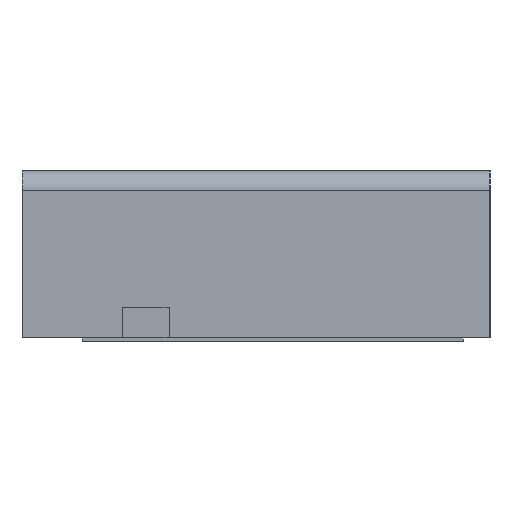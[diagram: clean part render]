
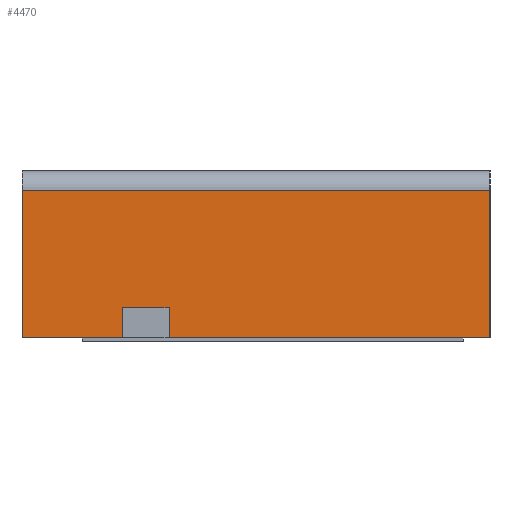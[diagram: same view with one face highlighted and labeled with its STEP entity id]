
A CAD part, left-side view. The second image highlights one B-rep face of the part: STEP entity #4470.
In plain terms, the highlighted planar face has unit normal (-1, 0, 0).
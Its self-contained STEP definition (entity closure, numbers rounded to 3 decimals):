
#518=FACE_OUTER_BOUND('',#771,.T.);
#771=EDGE_LOOP('',(#3108,#3109,#3110,#3111,#3112,#3113,#3114,#3115));
#1004=LINE('',#5509,#1392);
#1080=LINE('',#5702,#1468);
#1084=LINE('',#5710,#1472);
#1087=LINE('',#5716,#1475);
#1091=LINE('',#5723,#1479);
#1092=LINE('',#5725,#1480);
#1093=LINE('',#5727,#1481);
#1094=LINE('',#5728,#1482);
#1392=VECTOR('',#4851,10.);
#1468=VECTOR('',#5013,10.);
#1472=VECTOR('',#5019,10.);
#1475=VECTOR('',#5024,10.);
#1479=VECTOR('',#5032,10.);
#1480=VECTOR('',#5033,10.);
#1481=VECTOR('',#5034,10.);
#1482=VECTOR('',#5035,10.);
#1780=VERTEX_POINT('',#5507);
#1781=VERTEX_POINT('',#5508);
#1842=VERTEX_POINT('',#5700);
#1843=VERTEX_POINT('',#5701);
#1846=VERTEX_POINT('',#5709);
#1848=VERTEX_POINT('',#5715);
#1850=VERTEX_POINT('',#5724);
#1851=VERTEX_POINT('',#5726);
#2240=EDGE_CURVE('',#1780,#1781,#1004,.T.);
#2330=EDGE_CURVE('',#1842,#1843,#1080,.T.);
#2334=EDGE_CURVE('',#1846,#1842,#1084,.T.);
#2337=EDGE_CURVE('',#1848,#1846,#1087,.T.);
#2341=EDGE_CURVE('',#1843,#1781,#1091,.T.);
#2342=EDGE_CURVE('',#1780,#1850,#1092,.T.);
#2343=EDGE_CURVE('',#1851,#1850,#1093,.T.);
#2344=EDGE_CURVE('',#1851,#1848,#1094,.T.);
#3108=ORIENTED_EDGE('',*,*,#2337,.T.);
#3109=ORIENTED_EDGE('',*,*,#2334,.T.);
#3110=ORIENTED_EDGE('',*,*,#2330,.T.);
#3111=ORIENTED_EDGE('',*,*,#2341,.T.);
#3112=ORIENTED_EDGE('',*,*,#2240,.F.);
#3113=ORIENTED_EDGE('',*,*,#2342,.T.);
#3114=ORIENTED_EDGE('',*,*,#2343,.F.);
#3115=ORIENTED_EDGE('',*,*,#2344,.T.);
#4313=PLANE('',#4745);
#4470=ADVANCED_FACE('',(#518),#4313,.T.);
#4745=AXIS2_PLACEMENT_3D('',#5722,#5030,#5031);
#4851=DIRECTION('',(0.,0.,-1.));
#5013=DIRECTION('',(0.,0.,-1.));
#5019=DIRECTION('',(0.,-1.,0.));
#5024=DIRECTION('',(0.,0.,1.));
#5030=DIRECTION('center_axis',(-1.,0.,0.));
#5031=DIRECTION('ref_axis',(0.,0.,1.));
#5032=DIRECTION('',(0.,-1.,0.));
#5033=DIRECTION('',(0.,1.,0.));
#5034=DIRECTION('',(0.,0.,1.));
#5035=DIRECTION('',(0.,-1.,0.));
#5507=CARTESIAN_POINT('',(-6.,-3.5,2.25));
#5508=CARTESIAN_POINT('',(-6.,-3.5,0.05));
#5509=CARTESIAN_POINT('',(-6.,-3.5,0.05));
#5700=CARTESIAN_POINT('',(-6.,1.3,0.5));
#5701=CARTESIAN_POINT('',(-6.,1.3,0.05));
#5702=CARTESIAN_POINT('',(-6.,1.3,0.275));
#5709=CARTESIAN_POINT('',(-6.,2.,0.5));
#5710=CARTESIAN_POINT('',(-6.,1.,0.5));
#5715=CARTESIAN_POINT('',(-6.,2.,0.05));
#5716=CARTESIAN_POINT('',(-6.,2.,0.05));
#5722=CARTESIAN_POINT('Origin',(-6.,0.,0.05));
#5723=CARTESIAN_POINT('',(-6.,0.,0.05));
#5724=CARTESIAN_POINT('',(-6.,3.5,2.25));
#5725=CARTESIAN_POINT('',(-6.,0.,2.25));
#5726=CARTESIAN_POINT('',(-6.,3.5,0.05));
#5727=CARTESIAN_POINT('',(-6.,3.5,0.05));
#5728=CARTESIAN_POINT('',(-6.,0.,0.05));
